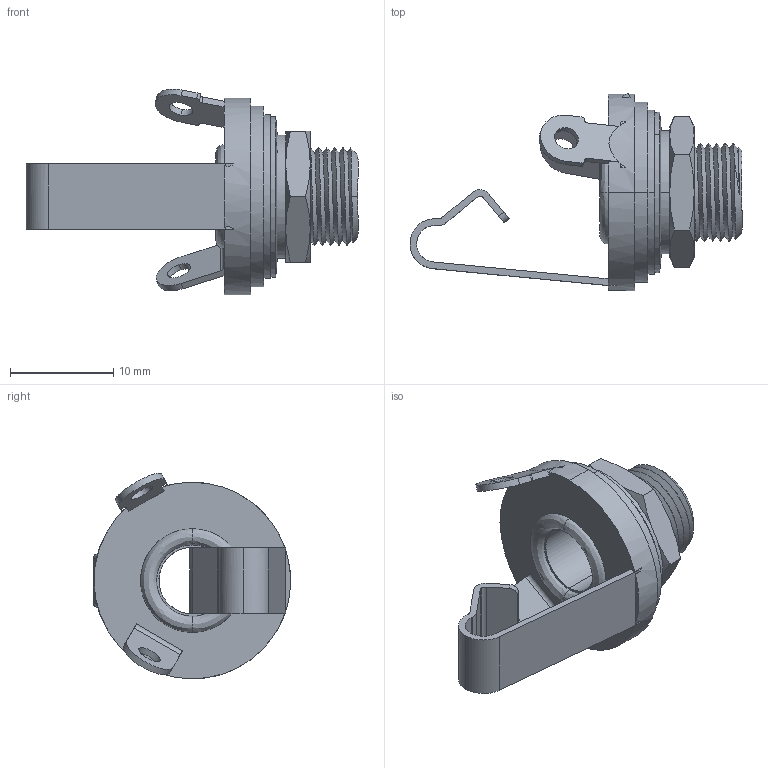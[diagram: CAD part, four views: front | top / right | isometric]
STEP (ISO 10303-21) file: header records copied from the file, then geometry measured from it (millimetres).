
FILE_DESCRIPTION (( 'STEP AP214' ), '1' );
FILE_NAME ('11.STEP', '2023-04-06T04:10:41', ( '' ), ( '' ), 'SwSTEP 2.0', 'SolidWorks 2022', '' );
FILE_SCHEMA (( 'AUTOMOTIVE_DESIGN' ));
Length unit declared in the file: millimetre
Products named in the file (4): Body; Washer; 11; Nut
Assembly tree (3 placements, depth 2):
  11
    Body
    Washer
    Nut
Bounding box: 32.18 x 19.1 x 19.94 mm (x, y, z)
Volume: 1786.4 mm3; surface area: 2592.3 mm2
Topology: 3 solids, 3 shells, 143 faces, 383 edges, 254 vertices
Faces by surface type: plane 52, cylinder 48, cone 37, bspline 6
Entity records: 7870 total; most frequent: CARTESIAN_POINT 4452, ORIENTED_EDGE 766, DIRECTION 539, EDGE_CURVE 383, VERTEX_POINT 254, AXIS2_PLACEMENT_3D 195, B_SPLINE_CURVE_WITH_KNOTS 179, EDGE_LOOP 161
